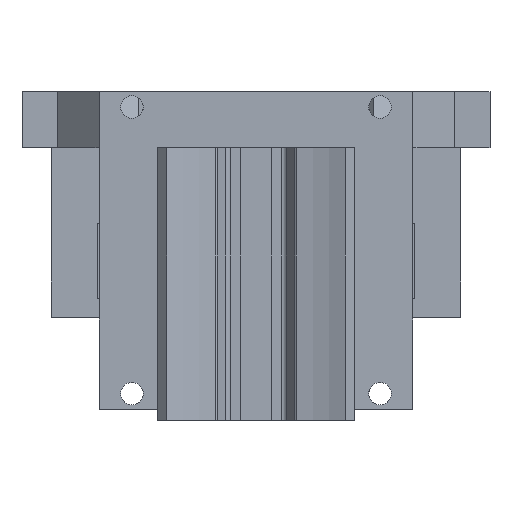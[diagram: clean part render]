
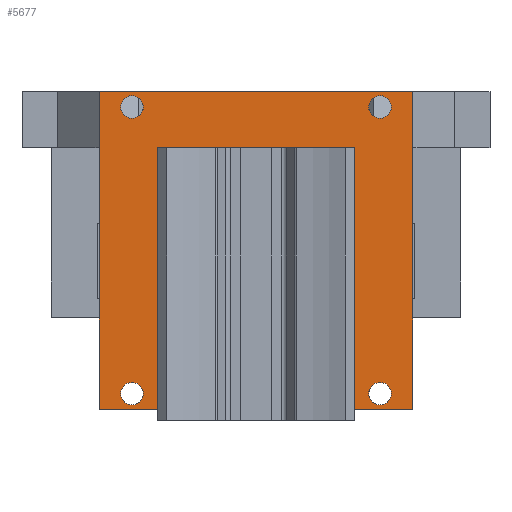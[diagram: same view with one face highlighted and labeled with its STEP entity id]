
A CAD part, left-side view. The second image highlights one B-rep face of the part: STEP entity #5677.
In plain terms, the highlighted planar face has unit normal (-1, 0, 0).
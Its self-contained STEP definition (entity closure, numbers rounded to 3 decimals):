
#41=FACE_BOUND('',#695,.T.);
#42=FACE_BOUND('',#696,.T.);
#43=FACE_BOUND('',#697,.T.);
#44=FACE_BOUND('',#698,.T.);
#100=CIRCLE('',#5974,1.2);
#103=CIRCLE('',#5978,1.2);
#104=CIRCLE('',#5980,1.2);
#105=CIRCLE('',#5982,1.2);
#406=FACE_OUTER_BOUND('',#694,.T.);
#694=EDGE_LOOP('',(#5097,#5098,#5099,#5100,#5101,#5102,#5103,#5104));
#695=EDGE_LOOP('',(#5105));
#696=EDGE_LOOP('',(#5106));
#697=EDGE_LOOP('',(#5107));
#698=EDGE_LOOP('',(#5108));
#792=LINE('',#7676,#1532);
#843=LINE('',#7773,#1583);
#1391=LINE('',#9053,#2131);
#1395=LINE('',#9060,#2135);
#1396=LINE('',#9062,#2136);
#1404=LINE('',#9076,#2144);
#1431=LINE('',#9143,#2171);
#1433=LINE('',#9149,#2173);
#1532=VECTOR('',#6209,10.);
#1583=VECTOR('',#6284,10.);
#2131=VECTOR('',#7310,10.);
#2135=VECTOR('',#7316,10.);
#2136=VECTOR('',#7319,10.);
#2144=VECTOR('',#7339,10.);
#2171=VECTOR('',#7426,10.);
#2173=VECTOR('',#7436,10.);
#2262=VERTEX_POINT('',#7673);
#2263=VERTEX_POINT('',#7675);
#2297=VERTEX_POINT('',#7771);
#2677=VERTEX_POINT('',#8893);
#2681=VERTEX_POINT('',#8924);
#2682=VERTEX_POINT('',#8950);
#2685=VERTEX_POINT('',#8980);
#2701=VERTEX_POINT('',#9050);
#2702=VERTEX_POINT('',#9052);
#2703=VERTEX_POINT('',#9056);
#2704=VERTEX_POINT('',#9058);
#2714=VERTEX_POINT('',#9142);
#2818=EDGE_CURVE('',#2262,#2263,#792,.T.);
#2869=EDGE_CURVE('',#2297,#2262,#843,.T.);
#3438=EDGE_CURVE('',#2677,#2677,#100,.T.);
#3443=EDGE_CURVE('',#2681,#2681,#103,.T.);
#3446=EDGE_CURVE('',#2682,#2682,#104,.T.);
#3451=EDGE_CURVE('',#2685,#2685,#105,.T.);
#3479=EDGE_CURVE('',#2702,#2701,#1391,.T.);
#3483=EDGE_CURVE('',#2704,#2703,#1395,.T.);
#3484=EDGE_CURVE('',#2704,#2702,#1396,.T.);
#3492=EDGE_CURVE('',#2701,#2263,#1404,.T.);
#3522=EDGE_CURVE('',#2703,#2714,#1431,.T.);
#3524=EDGE_CURVE('',#2297,#2714,#1433,.T.);
#5097=ORIENTED_EDGE('',*,*,#2869,.F.);
#5098=ORIENTED_EDGE('',*,*,#3524,.T.);
#5099=ORIENTED_EDGE('',*,*,#3522,.F.);
#5100=ORIENTED_EDGE('',*,*,#3483,.F.);
#5101=ORIENTED_EDGE('',*,*,#3484,.T.);
#5102=ORIENTED_EDGE('',*,*,#3479,.T.);
#5103=ORIENTED_EDGE('',*,*,#3492,.T.);
#5104=ORIENTED_EDGE('',*,*,#2818,.F.);
#5105=ORIENTED_EDGE('',*,*,#3438,.T.);
#5106=ORIENTED_EDGE('',*,*,#3443,.T.);
#5107=ORIENTED_EDGE('',*,*,#3446,.T.);
#5108=ORIENTED_EDGE('',*,*,#3451,.T.);
#5412=PLANE('',#6038);
#5677=ADVANCED_FACE('',(#406,#41,#42,#43,#44),#5412,.T.);
#5974=AXIS2_PLACEMENT_3D('',#8894,#7242,#7243);
#5978=AXIS2_PLACEMENT_3D('',#8925,#7251,#7252);
#5980=AXIS2_PLACEMENT_3D('',#8951,#7256,#7257);
#5982=AXIS2_PLACEMENT_3D('',#8981,#7263,#7264);
#6038=AXIS2_PLACEMENT_3D('',#9150,#7437,#7438);
#6209=DIRECTION('',(0.,0.,-1.));
#6284=DIRECTION('',(0.,-1.,0.));
#7242=DIRECTION('center_axis',(1.,0.,0.));
#7243=DIRECTION('ref_axis',(0.,0.,-1.));
#7251=DIRECTION('center_axis',(1.,0.,0.));
#7252=DIRECTION('ref_axis',(0.,0.,-1.));
#7256=DIRECTION('center_axis',(1.,0.,0.));
#7257=DIRECTION('ref_axis',(0.,0.,-1.));
#7263=DIRECTION('center_axis',(1.,0.,0.));
#7264=DIRECTION('ref_axis',(0.,0.,-1.));
#7310=DIRECTION('',(0.,0.,-1.));
#7316=DIRECTION('',(0.,0.,-1.));
#7319=DIRECTION('',(0.,-1.,0.));
#7339=DIRECTION('',(0.,-1.,0.));
#7426=DIRECTION('',(0.,1.,0.));
#7436=DIRECTION('',(0.,0.,-1.));
#7437=DIRECTION('center_axis',(-1.,0.,0.));
#7438=DIRECTION('ref_axis',(0.,1.,0.));
#7673=CARTESIAN_POINT('',(-2.,-33.6,0.));
#7675=CARTESIAN_POINT('',(-2.,-33.6,-33.8));
#7676=CARTESIAN_POINT('',(-2.,-33.6,0.));
#7771=CARTESIAN_POINT('',(-2.,-0.2,0.));
#7773=CARTESIAN_POINT('',(-2.,-0.2,0.));
#8893=CARTESIAN_POINT('',(-2.,-30.1,-0.45));
#8894=CARTESIAN_POINT('Origin',(-2.,-30.1,-1.65));
#8924=CARTESIAN_POINT('',(-2.,-3.7,-0.45));
#8925=CARTESIAN_POINT('Origin',(-2.,-3.7,-1.65));
#8950=CARTESIAN_POINT('',(-2.,-3.7,-30.95));
#8951=CARTESIAN_POINT('Origin',(-2.,-3.7,-32.15));
#8980=CARTESIAN_POINT('',(-2.,-30.1,-30.95));
#8981=CARTESIAN_POINT('Origin',(-2.,-30.1,-32.15));
#9050=CARTESIAN_POINT('',(-2.,-27.4,-33.8));
#9052=CARTESIAN_POINT('',(-2.,-27.4,-6.));
#9053=CARTESIAN_POINT('',(-2.,-27.4,-6.));
#9056=CARTESIAN_POINT('',(-2.,-6.4,-33.8));
#9058=CARTESIAN_POINT('',(-2.,-6.4,-6.));
#9060=CARTESIAN_POINT('',(-2.,-6.4,-6.));
#9062=CARTESIAN_POINT('',(-2.,-33.6,-6.));
#9076=CARTESIAN_POINT('',(-2.,-30.45,-33.8));
#9142=CARTESIAN_POINT('',(-2.,-0.2,-33.8));
#9143=CARTESIAN_POINT('',(-2.,-3.35,-33.8));
#9149=CARTESIAN_POINT('',(-2.,-0.2,0.));
#9150=CARTESIAN_POINT('Origin',(-2.,-16.9,0.));
